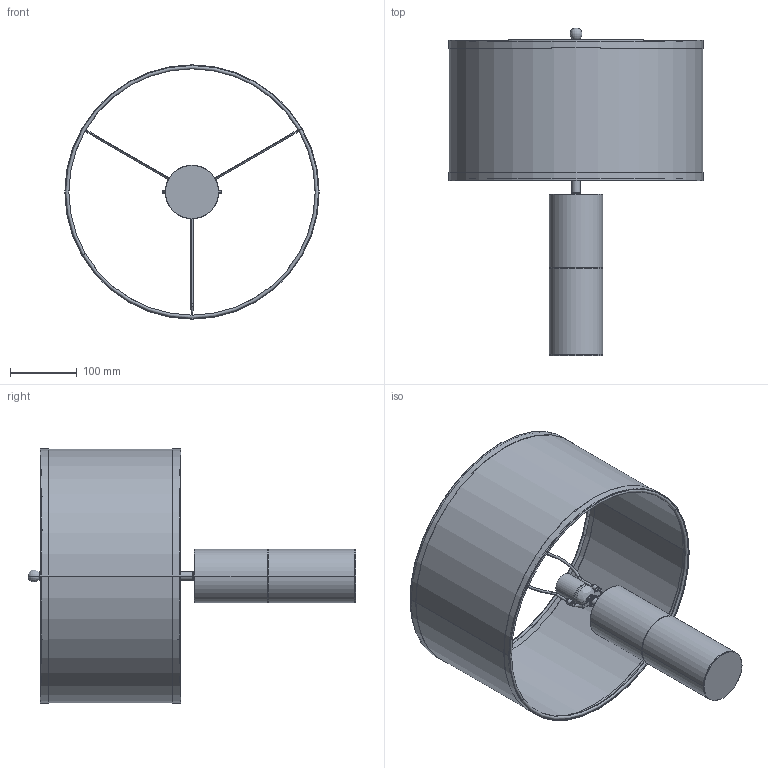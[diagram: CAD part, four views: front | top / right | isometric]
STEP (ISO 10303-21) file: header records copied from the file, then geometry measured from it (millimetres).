
FILE_DESCRIPTION((''),'2;1');
FILE_NAME('ZD-002_ASM','2023-03-30T23:50:38',('Administrator'),(''),'CREO PARAMETRIC BY PTC INC, 2020053','CREO PARAMETRIC BY PTC INC, 2020053','');
FILE_SCHEMA(('CONFIG_CONTROL_DESIGN'));
Length unit declared in the file: millimetre
Products named in the file (14): ZD-002-01; ZD-002-02; ZD-002-03; ZD-002-04; ZD-002-05; ZD-002-06; PINGMIANDIANPIAN-M8; LUOMU-M8; ZD-002-07; ZD-002-08; ZD-002-09; ZD-002-10; ZD-002-11; ZD-002_ASM
Assembly tree (13 placements, depth 2):
  ZD-002_ASM
    ZD-002-01
    ZD-002-02
    ZD-002-03
    ZD-002-04
    ZD-002-05
    ZD-002-06
    PINGMIANDIANPIAN-M8
    LUOMU-M8
    ZD-002-07
    ZD-002-08
    ZD-002-09
    ZD-002-10
    ZD-002-11
Bounding box: 380 x 489.56 x 380 mm (x, y, z)
Volume: 1443667.5 mm3; surface area: 717106.1 mm2
Topology: 16 solids, 16 shells, 316 faces, 718 edges, 440 vertices
Faces by surface type: cylinder 125, plane 75, torus 54, bspline 46, cone 12, revolution 4
Entity records: 14973 total; most frequent: CARTESIAN_POINT 7785, DIRECTION 1453, ORIENTED_EDGE 1432, EDGE_CURVE 716, AXIS2_PLACEMENT_3D 619, VERTEX_POINT 440, EDGE_LOOP 348, CIRCLE 326
